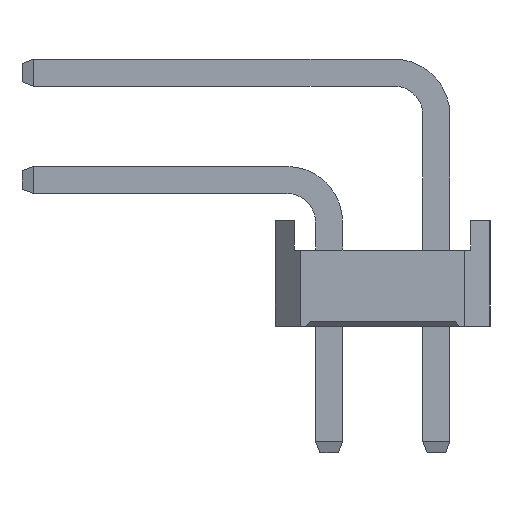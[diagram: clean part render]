
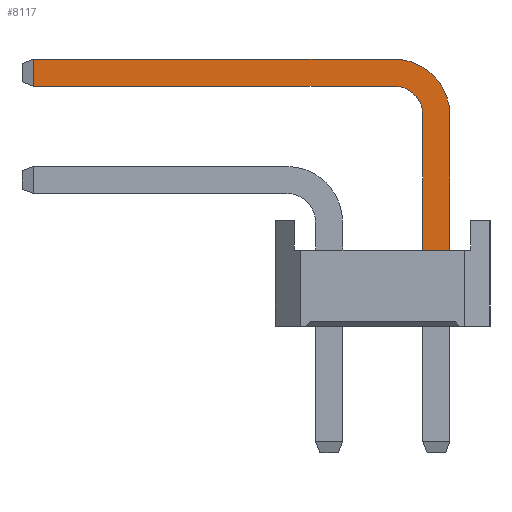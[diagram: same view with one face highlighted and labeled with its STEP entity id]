
A CAD part, left-side view. The second image highlights one B-rep face of the part: STEP entity #8117.
In plain terms, the highlighted planar face has unit normal (-1, 0, 0).
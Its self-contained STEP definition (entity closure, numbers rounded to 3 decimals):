
#8117=ADVANCED_FACE('',(#26403),#26405,.T.);
#26403=FACE_BOUND('',#26404,.T.);
#26404=EDGE_LOOP('',(#40833,#40834,#40835,#40836,#40837,#40838,#40839,#40840));
#26405=PLANE('',#26406);
#26406=AXIS2_PLACEMENT_3D('',#26407,#26408,#26409);
#26407=CARTESIAN_POINT('',(-0.32,-2.22,-3.));
#26408=DIRECTION('',(-1.,0.,0.));
#26409=DIRECTION('',(0.,-1.,0.));
#40833=ORIENTED_EDGE('',*,*,#49658,.F.);
#40834=ORIENTED_EDGE('',*,*,#49659,.F.);
#40835=ORIENTED_EDGE('',*,*,#49660,.F.);
#40836=ORIENTED_EDGE('',*,*,#49661,.F.);
#40837=ORIENTED_EDGE('',*,*,#47347,.T.);
#40838=ORIENTED_EDGE('',*,*,#49657,.T.);
#40839=ORIENTED_EDGE('',*,*,#49662,.T.);
#40840=ORIENTED_EDGE('',*,*,#49663,.T.);
#47347=EDGE_CURVE('',#53814,#53812,#53815,.T.);
#49657=EDGE_CURVE('',#53812,#57462,#57464,.T.);
#49658=EDGE_CURVE('',#57465,#57466,#57467,.T.);
#49659=EDGE_CURVE('',#57468,#57465,#57469,.T.);
#49660=EDGE_CURVE('',#57470,#57468,#57471,.T.);
#49661=EDGE_CURVE('',#53814,#57470,#57472,.T.);
#49662=EDGE_CURVE('',#57462,#57473,#57474,.T.);
#49663=EDGE_CURVE('',#57473,#57466,#57475,.T.);
#53812=VERTEX_POINT('',#64738);
#53814=VERTEX_POINT('',#64742);
#53815=LINE('',#64743,#64744);
#57462=VERTEX_POINT('',#73158);
#57464=LINE('',#73162,#73163);
#57465=VERTEX_POINT('',#73165);
#57466=VERTEX_POINT('',#73166);
#57467=LINE('',#73167,#73168);
#57468=VERTEX_POINT('',#73170);
#57469=LINE('',#73171,#73172);
#57470=VERTEX_POINT('',#73174);
#57471=CIRCLE('',#73175,0.68);
#57472=LINE('',#73179,#73180);
#57473=VERTEX_POINT('',#73182);
#57474=CIRCLE('',#73183,1.32);
#57475=LINE('',#73187,#73188);
#64738=CARTESIAN_POINT('',(-0.32,-2.86,1.8));
#64742=CARTESIAN_POINT('',(-0.32,-2.22,1.8));
#64743=CARTESIAN_POINT('',(-0.32,-2.22,1.8));
#64744=VECTOR('',#64745,1.);
#64745=DIRECTION('',(0.,-1.,0.));
#73158=CARTESIAN_POINT('',(-0.32,-2.86,5.));
#73162=CARTESIAN_POINT('',(-0.32,-2.86,1.8));
#73163=VECTOR('',#73164,1.);
#73164=DIRECTION('',(0.,0.,1.));
#73165=CARTESIAN_POINT('',(-0.32,6.995,5.68));
#73166=CARTESIAN_POINT('',(-0.32,6.995,6.32));
#73167=CARTESIAN_POINT('',(-0.32,6.995,5.68));
#73168=VECTOR('',#73169,1.);
#73169=DIRECTION('',(0.,0.,1.));
#73170=CARTESIAN_POINT('',(-0.32,-1.54,5.68));
#73171=CARTESIAN_POINT('',(-0.32,-1.54,5.68));
#73172=VECTOR('',#73173,1.);
#73173=DIRECTION('',(0.,1.,0.));
#73174=CARTESIAN_POINT('',(-0.32,-2.22,5.));
#73175=AXIS2_PLACEMENT_3D('',#73176,#73177,#73178);
#73176=CARTESIAN_POINT('',(-0.32,-1.54,5.));
#73177=DIRECTION('',(-1.,-0.,0.));
#73178=DIRECTION('',(0.,-1.,0.));
#73179=CARTESIAN_POINT('',(-0.32,-2.22,1.8));
#73180=VECTOR('',#73181,1.);
#73181=DIRECTION('',(0.,0.,1.));
#73182=CARTESIAN_POINT('',(-0.32,-1.54,6.32));
#73183=AXIS2_PLACEMENT_3D('',#73184,#73185,#73186);
#73184=CARTESIAN_POINT('',(-0.32,-1.54,5.));
#73185=DIRECTION('',(-1.,-0.,0.));
#73186=DIRECTION('',(0.,-1.,0.));
#73187=CARTESIAN_POINT('',(-0.32,-1.54,6.32));
#73188=VECTOR('',#73189,1.);
#73189=DIRECTION('',(0.,1.,0.));
